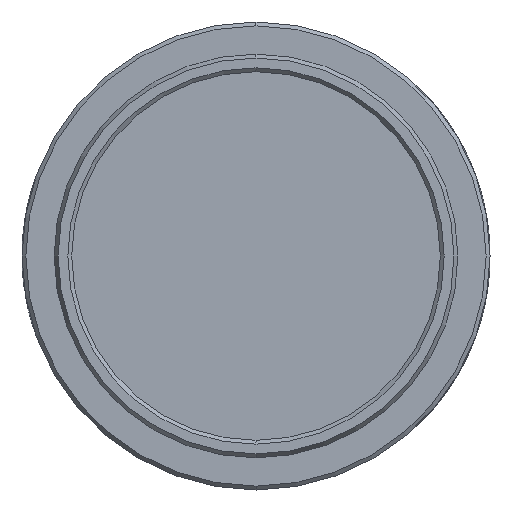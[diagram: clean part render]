
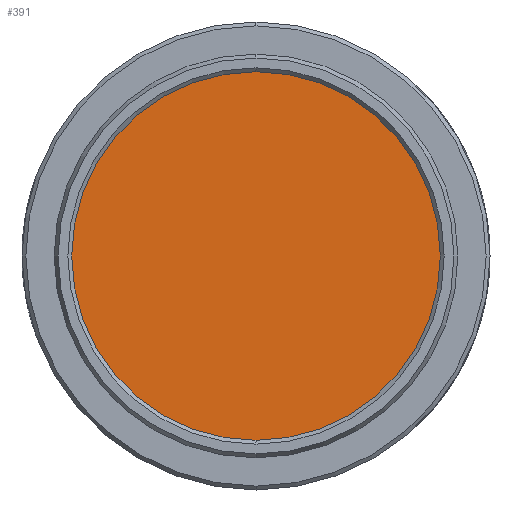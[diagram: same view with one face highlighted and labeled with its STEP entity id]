
A CAD part, left-side view. The second image highlights one B-rep face of the part: STEP entity #391.
In plain terms, the highlighted planar face has unit normal (-1, 0, 0).
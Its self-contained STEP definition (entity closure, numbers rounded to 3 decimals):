
#391 = ADVANCED_FACE ( 'NONE', ( #8901 ), #2437, .F. ) ;
#1982 = VERTEX_POINT ( 'NONE', #4616 ) ;
#2437 = PLANE ( 'NONE',  #5041 ) ;
#3128 = CARTESIAN_POINT ( 'NONE',  ( -1.905, 0., 0. ) ) ;
#3745 = CIRCLE ( 'NONE', #12158, 12.7 ) ;
#3965 = CARTESIAN_POINT ( 'NONE',  ( -1.905, 0., -12.7 ) ) ;
#4616 = CARTESIAN_POINT ( 'NONE',  ( -1.905, 0., 12.7 ) ) ;
#4843 = CARTESIAN_POINT ( 'NONE',  ( -1.905, 0., 0. ) ) ;
#5041 = AXIS2_PLACEMENT_3D ( 'NONE', #4843, #5988, #7068 ) ;
#5600 = EDGE_CURVE ( 'NONE', #1982, #13027, #3745, .T. ) ;
#5988 = DIRECTION ( 'NONE',  ( 1., 0., 0. ) ) ;
#6940 = CARTESIAN_POINT ( 'NONE',  ( -1.905, 0., 0. ) ) ;
#6973 = EDGE_LOOP ( 'NONE', ( #7398, #9397 ) ) ;
#7068 = DIRECTION ( 'NONE',  ( 0., 0., -1. ) ) ;
#7398 = ORIENTED_EDGE ( 'NONE', *, *, #10527, .F. ) ;
#7623 = AXIS2_PLACEMENT_3D ( 'NONE', #3128, #8868, #7830 ) ;
#7691 = CIRCLE ( 'NONE', #7623, 12.7 ) ;
#7830 = DIRECTION ( 'NONE',  ( 0., 0., -1. ) ) ;
#8069 = DIRECTION ( 'NONE',  ( 0., 0., -1. ) ) ;
#8868 = DIRECTION ( 'NONE',  ( 1., 0., 0. ) ) ;
#8901 = FACE_OUTER_BOUND ( 'NONE', #6973, .T. ) ;
#9355 = DIRECTION ( 'NONE',  ( 1., 0., 0. ) ) ;
#9397 = ORIENTED_EDGE ( 'NONE', *, *, #5600, .F. ) ;
#10527 = EDGE_CURVE ( 'NONE', #13027, #1982, #7691, .T. ) ;
#12158 = AXIS2_PLACEMENT_3D ( 'NONE', #6940, #9355, #8069 ) ;
#13027 = VERTEX_POINT ( 'NONE', #3965 ) ;
